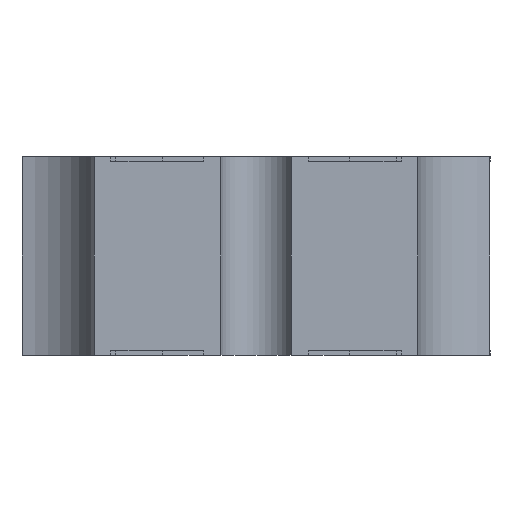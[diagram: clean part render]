
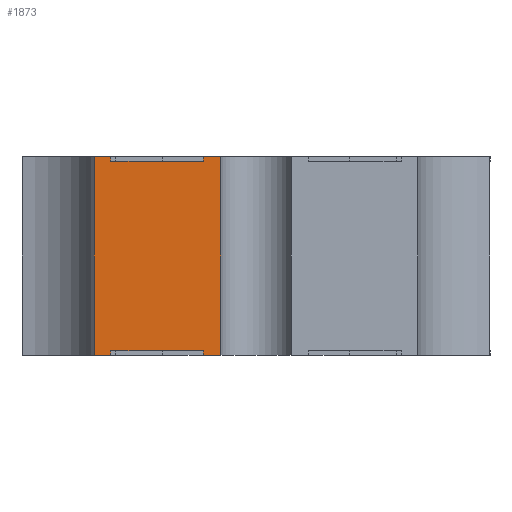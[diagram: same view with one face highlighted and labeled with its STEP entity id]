
A CAD part, left-side view. The second image highlights one B-rep face of the part: STEP entity #1873.
In plain terms, the highlighted planar face has unit normal (-1, 0, 0).
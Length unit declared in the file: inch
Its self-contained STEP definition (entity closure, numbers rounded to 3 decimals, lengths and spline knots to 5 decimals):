
#277 = ORIENTED_EDGE ( 'NONE', *, *, #4434, .T. ) ;
#295 = CARTESIAN_POINT ( 'NONE',  ( -0.125, 0.01497, 0.085 ) ) ;
#540 = CARTESIAN_POINT ( 'NONE',  ( -0.125, 0.104, 0.085 ) ) ;
#668 = EDGE_CURVE ( 'NONE', #7071, #3482, #5979, .T. ) ;
#826 = DIRECTION ( 'NONE',  ( 0., 0., 1. ) ) ;
#1248 = VECTOR ( 'NONE', #7148, 39.37008 ) ;
#1348 = CARTESIAN_POINT ( 'NONE',  ( -0.125, 0.104, 0.083 ) ) ;
#1398 = DIRECTION ( 'NONE',  ( 0., 1., 0. ) ) ;
#1613 = EDGE_CURVE ( 'NONE', #9059, #4432, #7500, .T. ) ;
#1625 = EDGE_CURVE ( 'NONE', #2094, #4985, #8624, .T. ) ;
#1633 = VECTOR ( 'NONE', #1398, 39.37008 ) ;
#1873 = ADVANCED_FACE ( 'NONE', ( #9165 ), #11598, .F. ) ;
#2094 = VERTEX_POINT ( 'NONE', #295 ) ;
#2320 = CARTESIAN_POINT ( 'NONE',  ( -0.125, 0.01497, 0. ) ) ;
#2392 = AXIS2_PLACEMENT_3D ( 'NONE', #8112, #12639, #5134 ) ;
#2407 = LINE ( 'NONE', #1348, #7857 ) ;
#2827 = DIRECTION ( 'NONE',  ( 0., 0., 1. ) ) ;
#2860 = CARTESIAN_POINT ( 'NONE',  ( -0.125, 0.06923, 0.002 ) ) ;
#3282 = DIRECTION ( 'NONE',  ( 0., 0., -1. ) ) ;
#3482 = VERTEX_POINT ( 'NONE', #12289 ) ;
#3702 = LINE ( 'NONE', #5596, #4821 ) ;
#4010 = ORIENTED_EDGE ( 'NONE', *, *, #6239, .T. ) ;
#4291 = VECTOR ( 'NONE', #2827, 39.37008 ) ;
#4321 = VECTOR ( 'NONE', #12197, 39.37008 ) ;
#4432 = VERTEX_POINT ( 'NONE', #7755 ) ;
#4434 = EDGE_CURVE ( 'NONE', #9059, #7534, #2407, .T. ) ;
#4555 = CARTESIAN_POINT ( 'NONE',  ( -0.125, 0.0225, 0.083 ) ) ;
#4821 = VECTOR ( 'NONE', #8906, 39.37008 ) ;
#4865 = LINE ( 'NONE', #6908, #4291 ) ;
#4907 = EDGE_CURVE ( 'NONE', #2094, #4432, #7735, .T. ) ;
#4913 = ORIENTED_EDGE ( 'NONE', *, *, #7116, .T. ) ;
#4985 = VERTEX_POINT ( 'NONE', #7083 ) ;
#5008 = VECTOR ( 'NONE', #826, 39.37008 ) ;
#5134 = DIRECTION ( 'NONE',  ( 0., 0., -1. ) ) ;
#5204 = ORIENTED_EDGE ( 'NONE', *, *, #668, .T. ) ;
#5366 = ORIENTED_EDGE ( 'NONE', *, *, #1613, .F. ) ;
#5596 = CARTESIAN_POINT ( 'NONE',  ( -0.125, 0.0225, 0.002 ) ) ;
#5865 = LINE ( 'NONE', #540, #8197 ) ;
#5979 = LINE ( 'NONE', #9362, #8399 ) ;
#6191 = LINE ( 'NONE', #12422, #13752 ) ;
#6239 = EDGE_CURVE ( 'NONE', #8584, #4985, #7934, .T. ) ;
#6295 = CARTESIAN_POINT ( 'NONE',  ( -0.125, 0.0225, 0.083 ) ) ;
#6347 = ORIENTED_EDGE ( 'NONE', *, *, #13847, .T. ) ;
#6560 = ORIENTED_EDGE ( 'NONE', *, *, #13872, .T. ) ;
#6594 = VECTOR ( 'NONE', #7201, 39.37008 ) ;
#6728 = VERTEX_POINT ( 'NONE', #13572 ) ;
#6867 = DIRECTION ( 'NONE',  ( 0., 1., 0. ) ) ;
#6908 = CARTESIAN_POINT ( 'NONE',  ( -0.125, 0.062, 0.083 ) ) ;
#6943 = CARTESIAN_POINT ( 'NONE',  ( -0.125, 0.062, 0.083 ) ) ;
#7071 = VERTEX_POINT ( 'NONE', #11590 ) ;
#7083 = CARTESIAN_POINT ( 'NONE',  ( -0.125, 0.01497, 0. ) ) ;
#7116 = EDGE_CURVE ( 'NONE', #13704, #6728, #6191, .T. ) ;
#7148 = DIRECTION ( 'NONE',  ( 0., 0., -1. ) ) ;
#7163 = DIRECTION ( 'NONE',  ( 0., -1., 0. ) ) ;
#7201 = DIRECTION ( 'NONE',  ( 0., 0., -1. ) ) ;
#7500 = LINE ( 'NONE', #6295, #5008 ) ;
#7534 = VERTEX_POINT ( 'NONE', #6943 ) ;
#7573 = CARTESIAN_POINT ( 'NONE',  ( -0.125, 0.01497, 0.002 ) ) ;
#7735 = LINE ( 'NONE', #7799, #1633 ) ;
#7755 = CARTESIAN_POINT ( 'NONE',  ( -0.125, 0.0225, 0.085 ) ) ;
#7799 = CARTESIAN_POINT ( 'NONE',  ( -0.125, 0.104, 0.085 ) ) ;
#7857 = VECTOR ( 'NONE', #12070, 39.37008 ) ;
#7934 = LINE ( 'NONE', #2320, #4321 ) ;
#8014 = ORIENTED_EDGE ( 'NONE', *, *, #4907, .T. ) ;
#8044 = ORIENTED_EDGE ( 'NONE', *, *, #1625, .F. ) ;
#8112 = CARTESIAN_POINT ( 'NONE',  ( -0.125, 0.01497, 0.002 ) ) ;
#8197 = VECTOR ( 'NONE', #6867, 39.37008 ) ;
#8301 = DIRECTION ( 'NONE',  ( 0., -1., 0. ) ) ;
#8329 = CARTESIAN_POINT ( 'NONE',  ( -0.125, 0.062, 0.002 ) ) ;
#8399 = VECTOR ( 'NONE', #8301, 39.37008 ) ;
#8584 = VERTEX_POINT ( 'NONE', #11870 ) ;
#8624 = LINE ( 'NONE', #7573, #11738 ) ;
#8708 = CARTESIAN_POINT ( 'NONE',  ( -0.125, 0.06923, 0. ) ) ;
#8906 = DIRECTION ( 'NONE',  ( 0., 0., -1. ) ) ;
#9059 = VERTEX_POINT ( 'NONE', #4555 ) ;
#9156 = CARTESIAN_POINT ( 'NONE',  ( -0.125, 0.062, 0.085 ) ) ;
#9165 = FACE_OUTER_BOUND ( 'NONE', #11947, .T. ) ;
#9362 = CARTESIAN_POINT ( 'NONE',  ( -0.125, 0.0225, 0.002 ) ) ;
#10018 = EDGE_CURVE ( 'NONE', #7534, #11256, #4865, .T. ) ;
#10067 = ORIENTED_EDGE ( 'NONE', *, *, #13674, .T. ) ;
#11256 = VERTEX_POINT ( 'NONE', #9156 ) ;
#11333 = ORIENTED_EDGE ( 'NONE', *, *, #10018, .T. ) ;
#11470 = LINE ( 'NONE', #8329, #6594 ) ;
#11590 = CARTESIAN_POINT ( 'NONE',  ( -0.125, 0.062, 0.002 ) ) ;
#11598 = PLANE ( 'NONE',  #2392 ) ;
#11689 = VERTEX_POINT ( 'NONE', #12259 ) ;
#11738 = VECTOR ( 'NONE', #3282, 39.37008 ) ;
#11870 = CARTESIAN_POINT ( 'NONE',  ( -0.125, 0.0225, 0. ) ) ;
#11947 = EDGE_LOOP ( 'NONE', ( #5366, #277, #11333, #6560, #10067, #4913, #13181, #5204, #6347, #4010, #8044, #8014 ) ) ;
#12070 = DIRECTION ( 'NONE',  ( 0., 1., 0. ) ) ;
#12197 = DIRECTION ( 'NONE',  ( 0., -1., 0. ) ) ;
#12259 = CARTESIAN_POINT ( 'NONE',  ( -0.125, 0.06923, 0.085 ) ) ;
#12289 = CARTESIAN_POINT ( 'NONE',  ( -0.125, 0.0225, 0.002 ) ) ;
#12403 = EDGE_CURVE ( 'NONE', #7071, #6728, #11470, .T. ) ;
#12422 = CARTESIAN_POINT ( 'NONE',  ( -0.125, 0.01497, 0. ) ) ;
#12470 = LINE ( 'NONE', #2860, #1248 ) ;
#12639 = DIRECTION ( 'NONE',  ( 1., 0., 0. ) ) ;
#13181 = ORIENTED_EDGE ( 'NONE', *, *, #12403, .F. ) ;
#13572 = CARTESIAN_POINT ( 'NONE',  ( -0.125, 0.062, 0. ) ) ;
#13674 = EDGE_CURVE ( 'NONE', #11689, #13704, #12470, .T. ) ;
#13704 = VERTEX_POINT ( 'NONE', #8708 ) ;
#13752 = VECTOR ( 'NONE', #7163, 39.37008 ) ;
#13847 = EDGE_CURVE ( 'NONE', #3482, #8584, #3702, .T. ) ;
#13872 = EDGE_CURVE ( 'NONE', #11256, #11689, #5865, .T. ) ;
